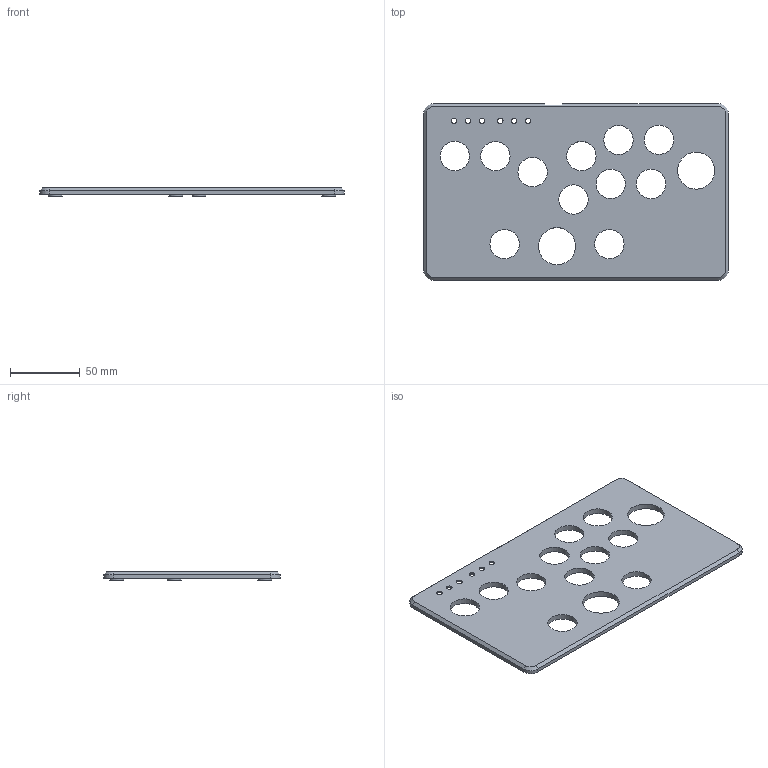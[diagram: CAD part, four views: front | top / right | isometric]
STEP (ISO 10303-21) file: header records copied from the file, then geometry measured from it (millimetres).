
FILE_DESCRIPTION(/* description */ (''),/* implementation_level */ '2;1');
FILE_NAME(/* name */ '2in1-CNC-TOP.step',/* time_stamp */ '2024-04-26T19:07:49-04:00',/* author */ (''),/* organization */ (''),/* preprocessor_version */ 'ST-DEVELOPER v20',/* originating_system */ 'Autodesk Translation Framework v12.20.1.177',/* authorisation */ '');
FILE_SCHEMA (('AUTOMOTIVE_DESIGN { 1 0 10303 214 3 1 1 }'));
Length unit declared in the file: millimetre
Products named in the file (1): Flatbox-rev5-CNC-Top-modified-2in1
Bounding box: 218 x 126.4 x 6 mm (x, y, z)
Volume: 86954.7 mm3; surface area: 52751.2 mm2
Topology: 1 solids, 1 shells, 121 faces, 285 edges, 182 vertices
Faces by surface type: cylinder 60, plane 50, cone 11
Full cylindrical faces by diameter (mm): 2.5 x7, 2.529 x7, 4 x6, 10 x7, 21 x11, 26.5 x2
Entity records: 3607 total; most frequent: DIRECTION 653, CARTESIAN_POINT 589, ORIENTED_EDGE 570, EDGE_CURVE 285, AXIS2_PLACEMENT_3D 246, VERTEX_POINT 182, EDGE_LOOP 175, LINE 161
